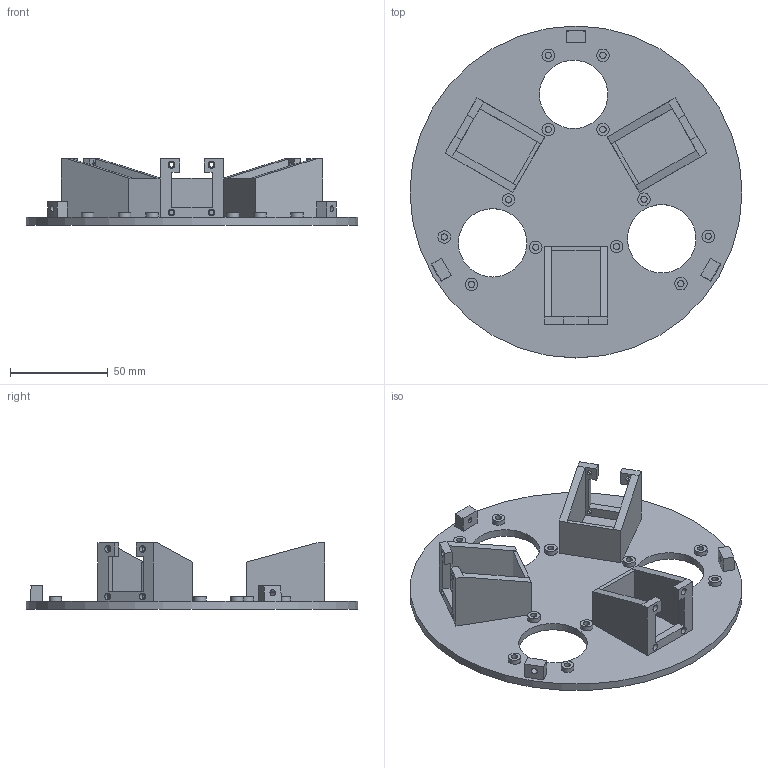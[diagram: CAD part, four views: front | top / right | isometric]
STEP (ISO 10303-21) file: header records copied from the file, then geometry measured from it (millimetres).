
FILE_DESCRIPTION(/* description */ (''),/* implementation_level */ '2;1');
FILE_NAME(/* name */ 'Plate.step',/* time_stamp */ '2025-06-23T09:11:40+02:00',/* author */ (''),/* organization */ (''),/* preprocessor_version */ 'ST-DEVELOPER v20.1',/* originating_system */ 'Autodesk Translation Framework v14.10.0.0',/* authorisation */ '');
FILE_SCHEMA (('AUTOMOTIVE_DESIGN { 1 0 10303 214 3 1 1 }'));
Length unit declared in the file: millimetre
Products named in the file (1): Plate
Bounding box: 170 x 170 x 34 mm (x, y, z)
Volume: 111506.3 mm3; surface area: 66688.6 mm2
Topology: 7 solids, 7 shells, 183 faces, 405 edges, 269 vertices
Faces by surface type: plane 122, cylinder 58, cone 3
Full cylindrical faces by diameter (mm): 2.5 x15, 3.2 x15, 3.5 x12, 6.4 x12, 35 x3, 170 x1
Entity records: 5280 total; most frequent: CARTESIAN_POINT 996, DIRECTION 883, ORIENTED_EDGE 810, EDGE_CURVE 405, AXIS2_PLACEMENT_3D 309, VERTEX_POINT 269, LINE 265, VECTOR 265
